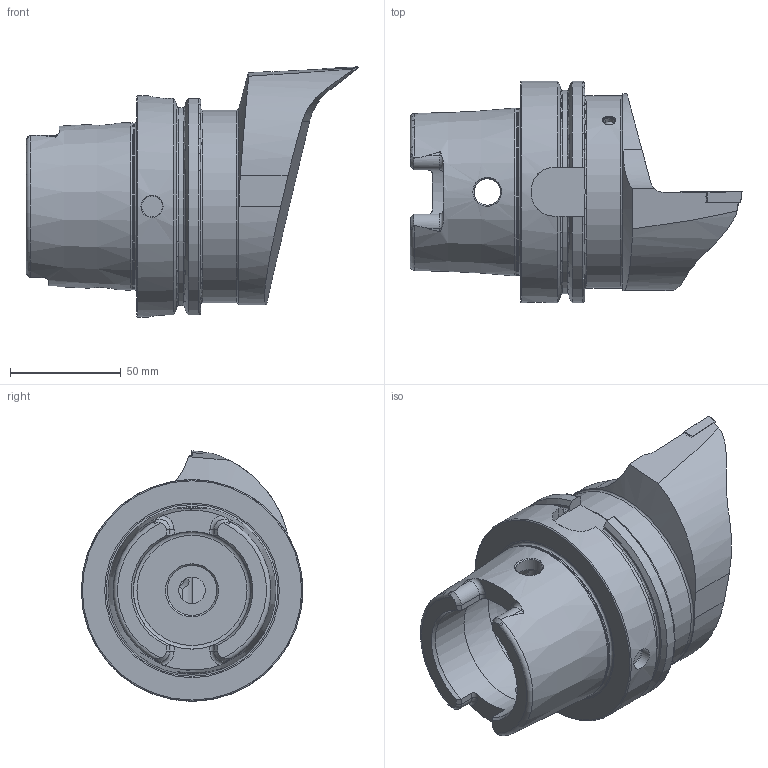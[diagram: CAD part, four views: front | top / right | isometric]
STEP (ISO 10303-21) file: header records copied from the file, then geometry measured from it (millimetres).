
FILE_DESCRIPTION (( 'STEP AP214' ), '1' );
FILE_NAME ('HA0.KVF.LJA.100.STEP', '2020-11-23T11:03:28', ( '' ), ( '' ), 'SwSTEP 2.0', 'SolidWorks 2017', '' );
FILE_SCHEMA (( 'AUTOMOTIVE_DESIGN' ));
Length unit declared in the file: millimetre
Products named in the file (5): VBMT160404; HA0-KVF.LJA.100_A_Fertigbearbeitung; KVT_MB_600_060; WCB-ER2.001.009_A; HA0.KVF.LJA.100
Assembly tree (4 placements, depth 2):
  HA0.KVF.LJA.100
    HA0-KVF.LJA.100_A_Fertigbearbeitung
    KVT_MB_600_060
    VBMT160404
    WCB-ER2.001.009_A
Bounding box: 149.91 x 100 x 113 mm (x, y, z)
Volume: 472461.7 mm3; surface area: 64923.3 mm2
Topology: 5 solids, 5 shells, 238 faces, 618 edges, 387 vertices
Faces by surface type: plane 77, cylinder 63, cone 54, torus 26, bspline 16, sphere 2
Full cylindrical faces by diameter (mm): 3.3 x1, 4 x1, 4.4 x1, 5 x3, 5.25 x1, 6 x3, 6.1 x1, 10 x1, 12 x3, 22.5 x1, 26 x1, 53 x2, 63 x1, 75.265 x1, 87 x1, 100 x1
Entity records: 10048 total; most frequent: CARTESIAN_POINT 3778, ORIENTED_EDGE 1060, DIRECTION 983, EDGE_CURVE 530, AXIS2_PLACEMENT_3D 400, VERTEX_POINT 364, EDGE_LOOP 310, FACE_OUTER_BOUND 274
